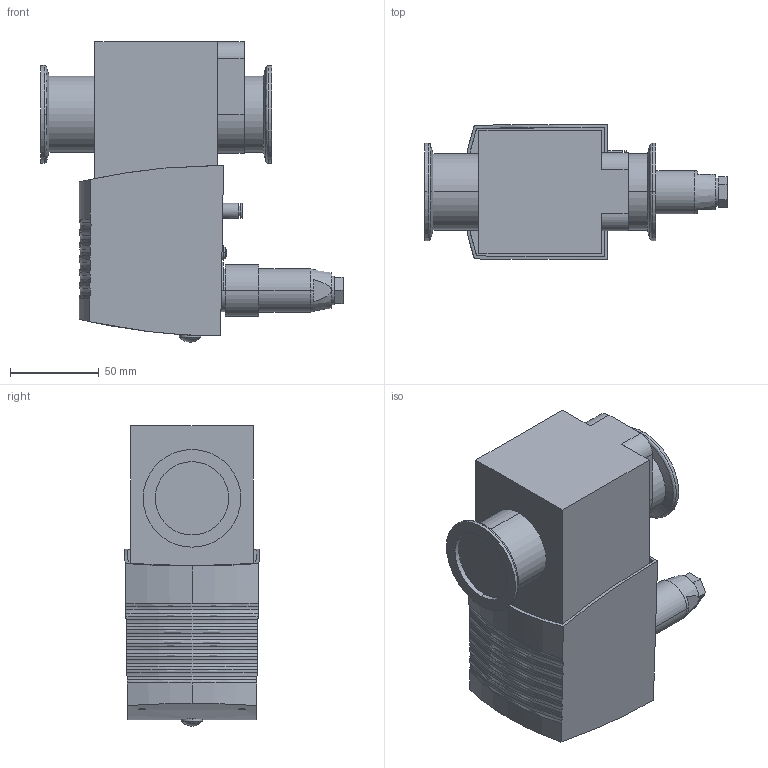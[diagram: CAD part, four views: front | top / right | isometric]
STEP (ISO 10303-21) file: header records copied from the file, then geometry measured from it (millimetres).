
FILE_DESCRIPTION (( 'STEP AP214' ), '1' );
FILE_NAME ('PFD58133.step', '2017-07-10T11:15:26', ( 'install' ), ( '' ), 'SwSTEP 2.0', 'SolidWorks 2015', '' );
FILE_SCHEMA (( 'AUTOMOTIVE_DESIGN' ));
Length unit declared in the file: millimetre
Products named in the file (1): PFD58133
Bounding box: 170.3 x 75.7 x 169.1 mm (x, y, z)
Volume: 987860.7 mm3; surface area: 91569.8 mm2
Topology: 1 solids, 1 shells, 176 faces, 423 edges, 274 vertices
Faces by surface type: plane 73, cylinder 62, bspline 18, torus 14, cone 6, sphere 3
Entity records: 6481 total; most frequent: CARTESIAN_POINT 1943, ORIENTED_EDGE 840, DIRECTION 823, EDGE_CURVE 420, AXIS2_PLACEMENT_3D 332, VERTEX_POINT 272, EDGE_LOOP 202, FACE_OUTER_BOUND 176
